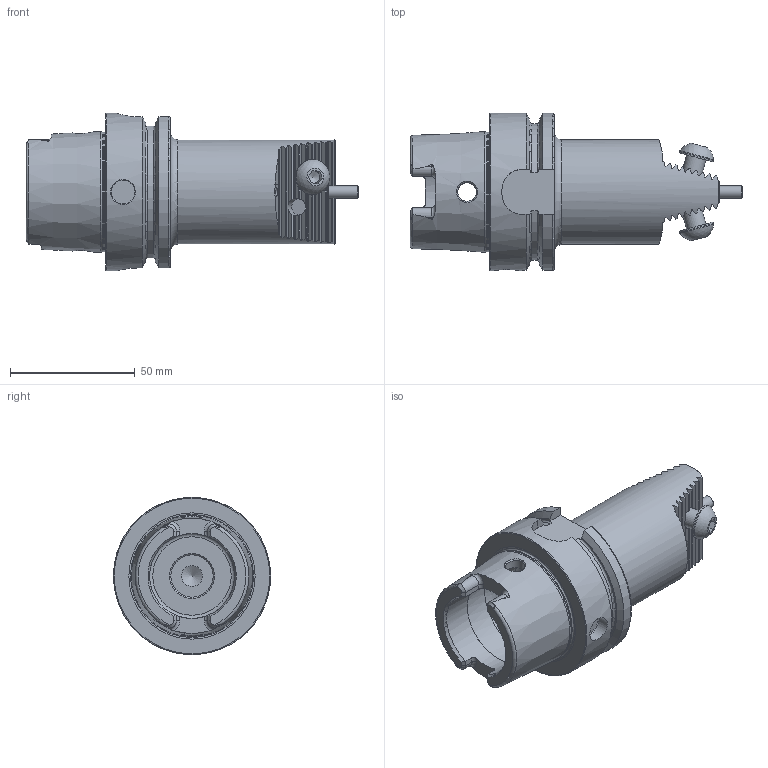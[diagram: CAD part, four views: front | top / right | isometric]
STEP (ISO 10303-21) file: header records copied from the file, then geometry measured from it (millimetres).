
FILE_DESCRIPTION (( 'STEP AP214' ), '1' );
FILE_NAME ('HA6.Z42.K23.120.STEP', '2020-08-13T15:47:47', ( '' ), ( '' ), 'SwSTEP 2.0', 'SolidWorks 2017', '' );
FILE_SCHEMA (( 'AUTOMOTIVE_DESIGN' ));
Length unit declared in the file: millimetre
Products named in the file (6): HA6.Z42.K23.120; Z42-ER1.001.020; HA6-Z42.K23.120_A_Fertigbearbeitung; Z42-ER1.002.020_A; Z42-ER1.003.020_A_gespannt; Z42-ER2.001.019_A
Assembly tree (6 placements, depth 3):
  HA6.Z42.K23.120
    HA6-Z42.K23.120_A_Fertigbearbeitung
    Z42-ER1.001.020  x2
      Z42-ER1.002.020_A
      Z42-ER1.003.020_A_gespannt
    Z42-ER2.001.019_A
Bounding box: 133.1 x 63 x 63 mm (x, y, z)
Volume: 156209.7 mm3; surface area: 35927.8 mm2
Topology: 6 solids, 6 shells, 370 faces, 998 edges, 641 vertices
Faces by surface type: plane 204, cylinder 88, cone 41, torus 25, bspline 10, sphere 2
Full cylindrical faces by diameter (mm): 2.9 x1, 3 x1, 3.3 x9, 4 x1, 5 x1, 6.8 x2, 7.5 x2, 8 x2, 8.4 x3, 9 x2, 10 x1, 14 x4, 17 x1, 19 x1, 34 x2, 40 x1, 42 x1, 47.941 x1, 63 x1
Entity records: 13409 total; most frequent: CARTESIAN_POINT 4653, ORIENTED_EDGE 1712, DIRECTION 1344, EDGE_CURVE 856, VERTEX_POINT 585, AXIS2_PLACEMENT_3D 524, EDGE_LOOP 425, FACE_OUTER_BOUND 392
